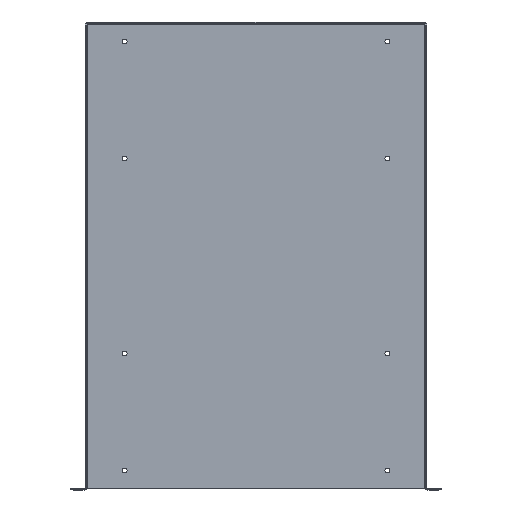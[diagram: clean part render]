
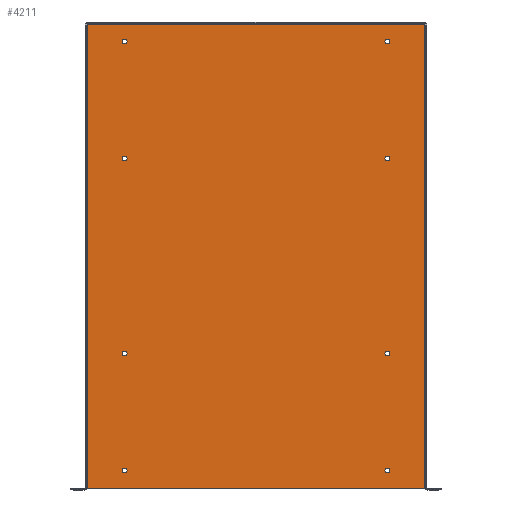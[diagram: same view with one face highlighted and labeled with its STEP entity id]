
A CAD part, top view. The second image highlights one B-rep face of the part: STEP entity #4211.
In plain terms, the highlighted planar face has unit normal (0, 0, 1).
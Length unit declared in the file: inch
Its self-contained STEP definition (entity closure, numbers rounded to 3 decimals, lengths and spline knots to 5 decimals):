
#39 = CARTESIAN_POINT ( 'NONE',  ( 6.859, -5.036, 0.072 ) ) ;
#61 = DIRECTION ( 'NONE',  ( 1., 0., 0. ) ) ;
#148 = DIRECTION ( 'NONE',  ( 1., 0., 0. ) ) ;
#196 = ORIENTED_EDGE ( 'NONE', *, *, #1367, .T. ) ;
#198 = EDGE_CURVE ( 'NONE', #3844, #3844, #322, .T. ) ;
#223 = CARTESIAN_POINT ( 'NONE',  ( -8.642, 11.856, 0.072 ) ) ;
#287 = CARTESIAN_POINT ( 'NONE',  ( 8.642, -11.964, 0.072 ) ) ;
#317 = CARTESIAN_POINT ( 'NONE',  ( -6.609, -11.036, 0.072 ) ) ;
#322 = CIRCLE ( 'NONE', #2768, 0.125 ) ;
#326 = AXIS2_PLACEMENT_3D ( 'NONE', #2886, #3971, #2087 ) ;
#427 = DIRECTION ( 'NONE',  ( 0., 0., -1. ) ) ;
#448 = FACE_BOUND ( 'NONE', #2434, .T. ) ;
#458 = EDGE_LOOP ( 'NONE', ( #528 ) ) ;
#465 = CIRCLE ( 'NONE', #2086, 0.125 ) ;
#472 = FACE_BOUND ( 'NONE', #1559, .T. ) ;
#522 = EDGE_CURVE ( 'NONE', #667, #2594, #2066, .T. ) ;
#528 = ORIENTED_EDGE ( 'NONE', *, *, #3328, .T. ) ;
#547 = DIRECTION ( 'NONE',  ( -1., 0., 0. ) ) ;
#639 = DIRECTION ( 'NONE',  ( 0., 0., -1. ) ) ;
#647 = CARTESIAN_POINT ( 'NONE',  ( -6.609, -5.036, 0.072 ) ) ;
#652 = VERTEX_POINT ( 'NONE', #942 ) ;
#663 = DIRECTION ( 'NONE',  ( 1., 0., 0. ) ) ;
#667 = VERTEX_POINT ( 'NONE', #287 ) ;
#685 = CARTESIAN_POINT ( 'NONE',  ( -6.734, 10.964, 0.072 ) ) ;
#710 = DIRECTION ( 'NONE',  ( 1., 0., 0. ) ) ;
#753 = LINE ( 'NONE', #2602, #1138 ) ;
#812 = ORIENTED_EDGE ( 'NONE', *, *, #1126, .T. ) ;
#925 = EDGE_CURVE ( 'NONE', #1313, #1313, #2921, .T. ) ;
#942 = CARTESIAN_POINT ( 'NONE',  ( -8.642, -11.964, 0.072 ) ) ;
#1034 = ORIENTED_EDGE ( 'NONE', *, *, #925, .T. ) ;
#1060 = CARTESIAN_POINT ( 'NONE',  ( 6.859, -11.036, 0.072 ) ) ;
#1066 = AXIS2_PLACEMENT_3D ( 'NONE', #2385, #3537, #3421 ) ;
#1126 = EDGE_CURVE ( 'NONE', #4562, #4562, #4491, .T. ) ;
#1138 = VECTOR ( 'NONE', #2647, 39.37008 ) ;
#1169 = EDGE_CURVE ( 'NONE', #2946, #652, #753, .T. ) ;
#1211 = AXIS2_PLACEMENT_3D ( 'NONE', #2934, #427, #3993 ) ;
#1313 = VERTEX_POINT ( 'NONE', #647 ) ;
#1367 = EDGE_CURVE ( 'NONE', #3229, #3229, #1574, .T. ) ;
#1405 = VERTEX_POINT ( 'NONE', #3560 ) ;
#1475 = VERTEX_POINT ( 'NONE', #1753 ) ;
#1559 = EDGE_LOOP ( 'NONE', ( #2429 ) ) ;
#1574 = CIRCLE ( 'NONE', #1066, 0.125 ) ;
#1661 = LINE ( 'NONE', #2753, #2613 ) ;
#1695 = DIRECTION ( 'NONE',  ( 0., 0., -1. ) ) ;
#1753 = CARTESIAN_POINT ( 'NONE',  ( -6.609, 10.964, 0.072 ) ) ;
#1822 = ORIENTED_EDGE ( 'NONE', *, *, #3688, .T. ) ;
#1849 = FACE_BOUND ( 'NONE', #3934, .T. ) ;
#1875 = DIRECTION ( 'NONE',  ( 0., 0., 1. ) ) ;
#1972 = CARTESIAN_POINT ( 'NONE',  ( -6.734, -5.036, 0.072 ) ) ;
#1995 = CARTESIAN_POINT ( 'NONE',  ( 6.734, 10.964, 0.072 ) ) ;
#2015 = CARTESIAN_POINT ( 'NONE',  ( 8.642, 11.856, 0.072 ) ) ;
#2023 = CARTESIAN_POINT ( 'NONE',  ( 8.642, -11.964, 0.072 ) ) ;
#2066 = LINE ( 'NONE', #2023, #4489 ) ;
#2086 = AXIS2_PLACEMENT_3D ( 'NONE', #685, #4259, #2394 ) ;
#2087 = DIRECTION ( 'NONE',  ( 1., 0., 0. ) ) ;
#2099 = CARTESIAN_POINT ( 'NONE',  ( 6.859, 4.964, 0.072 ) ) ;
#2122 = VERTEX_POINT ( 'NONE', #39 ) ;
#2144 = VERTEX_POINT ( 'NONE', #1060 ) ;
#2202 = FACE_BOUND ( 'NONE', #3819, .T. ) ;
#2220 = FACE_BOUND ( 'NONE', #458, .T. ) ;
#2240 = VECTOR ( 'NONE', #148, 39.37008 ) ;
#2258 = LINE ( 'NONE', #3649, #2240 ) ;
#2283 = EDGE_LOOP ( 'NONE', ( #196 ) ) ;
#2323 = EDGE_CURVE ( 'NONE', #652, #667, #2258, .T. ) ;
#2385 = CARTESIAN_POINT ( 'NONE',  ( 6.734, 4.964, 0.072 ) ) ;
#2394 = DIRECTION ( 'NONE',  ( 1., 0., 0. ) ) ;
#2429 = ORIENTED_EDGE ( 'NONE', *, *, #4030, .T. ) ;
#2434 = EDGE_LOOP ( 'NONE', ( #4360 ) ) ;
#2441 = EDGE_CURVE ( 'NONE', #2122, #2122, #2621, .T. ) ;
#2484 = EDGE_LOOP ( 'NONE', ( #1034 ) ) ;
#2549 = AXIS2_PLACEMENT_3D ( 'NONE', #1972, #1695, #4552 ) ;
#2559 = FACE_BOUND ( 'NONE', #2283, .T. ) ;
#2594 = VERTEX_POINT ( 'NONE', #2015 ) ;
#2596 = ORIENTED_EDGE ( 'NONE', *, *, #4087, .T. ) ;
#2602 = CARTESIAN_POINT ( 'NONE',  ( -8.642, -11.964, 0.072 ) ) ;
#2613 = VECTOR ( 'NONE', #547, 39.37008 ) ;
#2621 = CIRCLE ( 'NONE', #1211, 0.125 ) ;
#2647 = DIRECTION ( 'NONE',  ( 0., -1., 0. ) ) ;
#2753 = CARTESIAN_POINT ( 'NONE',  ( -8.75, 11.856, 0.072 ) ) ;
#2764 = CIRCLE ( 'NONE', #3135, 0.125 ) ;
#2768 = AXIS2_PLACEMENT_3D ( 'NONE', #3609, #4297, #61 ) ;
#2804 = EDGE_LOOP ( 'NONE', ( #3208, #4015, #2812, #1822 ) ) ;
#2812 = ORIENTED_EDGE ( 'NONE', *, *, #522, .T. ) ;
#2826 = ORIENTED_EDGE ( 'NONE', *, *, #2441, .T. ) ;
#2886 = CARTESIAN_POINT ( 'NONE',  ( -6.734, -11.036, 0.072 ) ) ;
#2908 = FACE_BOUND ( 'NONE', #2484, .T. ) ;
#2921 = CIRCLE ( 'NONE', #2549, 0.125 ) ;
#2934 = CARTESIAN_POINT ( 'NONE',  ( 6.734, -5.036, 0.072 ) ) ;
#2946 = VERTEX_POINT ( 'NONE', #223 ) ;
#3135 = AXIS2_PLACEMENT_3D ( 'NONE', #1995, #3428, #663 ) ;
#3208 = ORIENTED_EDGE ( 'NONE', *, *, #1169, .T. ) ;
#3229 = VERTEX_POINT ( 'NONE', #2099 ) ;
#3286 = PLANE ( 'NONE',  #3809 ) ;
#3311 = DIRECTION ( 'NONE',  ( 1., 0., 0. ) ) ;
#3328 = EDGE_CURVE ( 'NONE', #1405, #1405, #2764, .T. ) ;
#3421 = DIRECTION ( 'NONE',  ( 1., 0., 0. ) ) ;
#3428 = DIRECTION ( 'NONE',  ( 0., 0., -1. ) ) ;
#3443 = CIRCLE ( 'NONE', #4414, 0.125 ) ;
#3537 = DIRECTION ( 'NONE',  ( 0., 0., -1. ) ) ;
#3560 = CARTESIAN_POINT ( 'NONE',  ( 6.859, 10.964, 0.072 ) ) ;
#3595 = FACE_OUTER_BOUND ( 'NONE', #2804, .T. ) ;
#3609 = CARTESIAN_POINT ( 'NONE',  ( -6.734, 4.964, 0.072 ) ) ;
#3649 = CARTESIAN_POINT ( 'NONE',  ( -8.75, -11.964, 0.072 ) ) ;
#3659 = CARTESIAN_POINT ( 'NONE',  ( -8.75, -11.964, 0.072 ) ) ;
#3688 = EDGE_CURVE ( 'NONE', #2594, #2946, #1661, .T. ) ;
#3786 = CARTESIAN_POINT ( 'NONE',  ( -6.609, 4.964, 0.072 ) ) ;
#3809 = AXIS2_PLACEMENT_3D ( 'NONE', #3659, #1875, #3311 ) ;
#3819 = EDGE_LOOP ( 'NONE', ( #2826 ) ) ;
#3844 = VERTEX_POINT ( 'NONE', #3786 ) ;
#3905 = CARTESIAN_POINT ( 'NONE',  ( 6.734, -11.036, 0.072 ) ) ;
#3934 = EDGE_LOOP ( 'NONE', ( #2596 ) ) ;
#3971 = DIRECTION ( 'NONE',  ( 0., 0., -1. ) ) ;
#3993 = DIRECTION ( 'NONE',  ( 1., 0., 0. ) ) ;
#4010 = FACE_BOUND ( 'NONE', #4403, .T. ) ;
#4015 = ORIENTED_EDGE ( 'NONE', *, *, #2323, .T. ) ;
#4030 = EDGE_CURVE ( 'NONE', #1475, #1475, #465, .T. ) ;
#4087 = EDGE_CURVE ( 'NONE', #2144, #2144, #3443, .T. ) ;
#4211 = ADVANCED_FACE ( 'NONE', ( #3595, #2908, #2559, #2202, #448, #4010, #472, #1849, #2220 ), #3286, .T. ) ;
#4216 = DIRECTION ( 'NONE',  ( 0., 1., 0. ) ) ;
#4259 = DIRECTION ( 'NONE',  ( 0., 0., -1. ) ) ;
#4297 = DIRECTION ( 'NONE',  ( 0., 0., -1. ) ) ;
#4360 = ORIENTED_EDGE ( 'NONE', *, *, #198, .T. ) ;
#4403 = EDGE_LOOP ( 'NONE', ( #812 ) ) ;
#4414 = AXIS2_PLACEMENT_3D ( 'NONE', #3905, #639, #710 ) ;
#4489 = VECTOR ( 'NONE', #4216, 39.37008 ) ;
#4491 = CIRCLE ( 'NONE', #326, 0.125 ) ;
#4552 = DIRECTION ( 'NONE',  ( 1., 0., 0. ) ) ;
#4562 = VERTEX_POINT ( 'NONE', #317 ) ;
